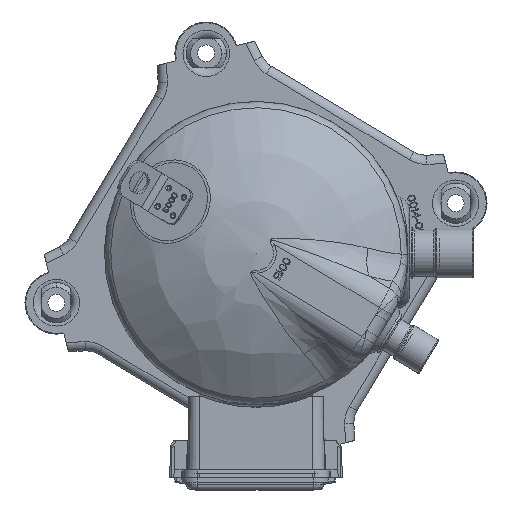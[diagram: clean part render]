
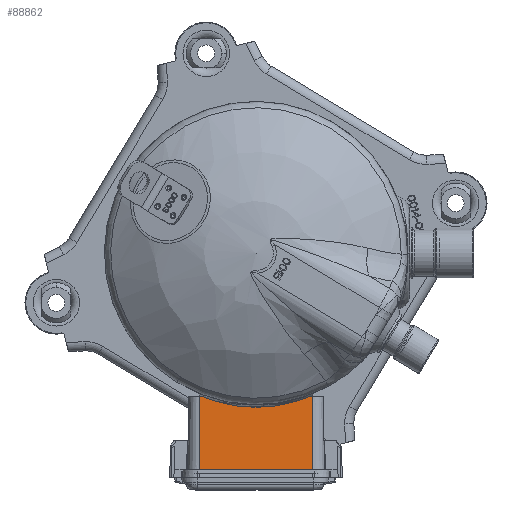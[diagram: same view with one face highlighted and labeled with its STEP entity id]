
A CAD part, front view. The second image highlights one B-rep face of the part: STEP entity #88862.
In plain terms, the highlighted planar face has unit normal (0, -1, 0.018).
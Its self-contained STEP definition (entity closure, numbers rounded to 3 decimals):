
#88571=CARTESIAN_POINT('',(37.,78.,-94.));
#88572=VERTEX_POINT('',#88571);
#88573=CARTESIAN_POINT('',(34.799,78.,-94.));
#88574=VERTEX_POINT('',#88573);
#88575=CARTESIAN_POINT('',(37.,78.,-94.));
#88576=DIRECTION('',(-1.,-0.,0.));
#88577=VECTOR('',#88576,2.201);
#88578=LINE('',#88575,#88577);
#88579=EDGE_CURVE('',#88572,#88574,#88578,.T.);
#88756=CARTESIAN_POINT('',(-37.,78.,-94.));
#88757=VERTEX_POINT('',#88756);
#88765=CARTESIAN_POINT('',(-34.799,78.,-94.));
#88766=VERTEX_POINT('',#88765);
#88767=CARTESIAN_POINT('',(-34.799,78.,-94.));
#88768=DIRECTION('',(-1.,-0.,0.));
#88769=VECTOR('',#88768,2.201);
#88770=LINE('',#88767,#88769);
#88771=EDGE_CURVE('',#88766,#88757,#88770,.T.);
#88795=CARTESIAN_POINT('',(0.,79.449,-11.));
#88796=DIRECTION('',(-0.,1.,-0.017));
#88797=DIRECTION('',(0.,0.017,1.));
#88798=AXIS2_PLACEMENT_3D('',#88795,#88796,#88797);
#88799=ELLIPSE('',#88798,90.014,90.);
#88800=EDGE_CURVE('',#88574,#88766,#88799,.T.);
#88830=CARTESIAN_POINT('',(39.737,78.,-94.));
#88831=DIRECTION('',(0.,-1.,0.017));
#88832=DIRECTION('',(1.,0.,0.));
#88833=AXIS2_PLACEMENT_3D('',#88830,#88831,#88832);
#88834=PLANE('',#88833);
#88835=CARTESIAN_POINT('',(37.,77.162,-142.));
#88836=VERTEX_POINT('',#88835);
#88837=CARTESIAN_POINT('',(37.,78.,-94.));
#88838=DIRECTION('',(0.,-0.017,-1.));
#88839=VECTOR('',#88838,48.007);
#88840=LINE('',#88837,#88839);
#88841=EDGE_CURVE('',#88572,#88836,#88840,.T.);
#88842=ORIENTED_EDGE('',*,*,#88841,.F.);
#88843=ORIENTED_EDGE('',*,*,#88579,.T.);
#88844=ORIENTED_EDGE('',*,*,#88800,.T.);
#88845=ORIENTED_EDGE('',*,*,#88771,.T.);
#88846=CARTESIAN_POINT('',(-37.,77.162,-142.));
#88847=VERTEX_POINT('',#88846);
#88848=CARTESIAN_POINT('',(-37.,78.,-94.));
#88849=DIRECTION('',(-0.,-0.017,-1.));
#88850=VECTOR('',#88849,48.007);
#88851=LINE('',#88848,#88850);
#88852=EDGE_CURVE('',#88757,#88847,#88851,.T.);
#88853=ORIENTED_EDGE('',*,*,#88852,.T.);
#88854=CARTESIAN_POINT('',(-37.,77.162,-142.));
#88855=DIRECTION('',(1.,0.,-0.));
#88856=VECTOR('',#88855,74.);
#88857=LINE('',#88854,#88856);
#88858=EDGE_CURVE('',#88847,#88836,#88857,.T.);
#88859=ORIENTED_EDGE('',*,*,#88858,.T.);
#88860=EDGE_LOOP('',(#88842,#88843,#88844,#88845,#88853,#88859));
#88861=FACE_BOUND('',#88860,.T.);
#88862=ADVANCED_FACE('',(#88861),#88834,.T.);
